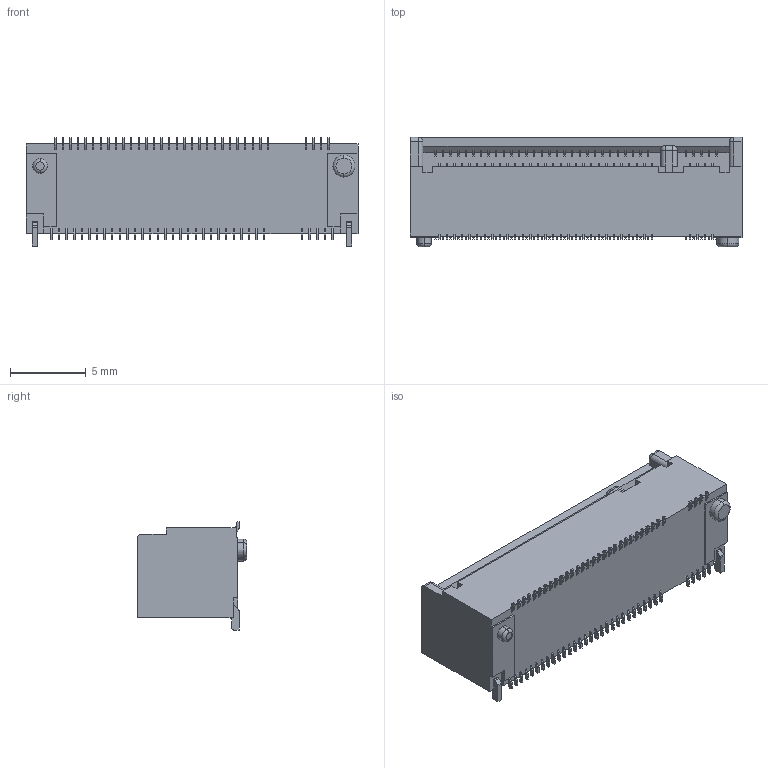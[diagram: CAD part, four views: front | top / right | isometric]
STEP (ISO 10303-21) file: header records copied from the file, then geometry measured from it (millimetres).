
FILE_DESCRIPTION((''),'2;1');
FILE_NAME('M2_6_7H_PRODUCT_REV01','2020-08-05T',('asus'),(''),'PRO/ENGINEER BY PARAMETRIC TECHNOLOGY CORPORATION, 2010280','PRO/ENGINEER BY PARAMETRIC TECHNOLOGY CORPORATION, 2010280','');
FILE_SCHEMA(('CONFIG_CONTROL_DESIGN'));
Length unit declared in the file: millimetre
Products named in the file (1): M2_6_7H_PRODUCT_REV01
Bounding box: 21.85 x 7.2 x 7.12 mm (x, y, z)
Volume: 731.6 mm3; surface area: 807.2 mm2
Topology: 1 solids, 1 shells, 1320 faces, 3931 edges, 2612 vertices
Faces by surface type: plane 752, cylinder 559, torus 4, sphere 4, extrusion 1
Entity records: 44483 total; most frequent: CARTESIAN_POINT 8103, ORIENTED_EDGE 7854, DIRECTION 7552, EDGE_CURVE 3927, VECTOR 2798, LINE 2797, VERTEX_POINT 2612, AXIS2_PLACEMENT_3D 2377
